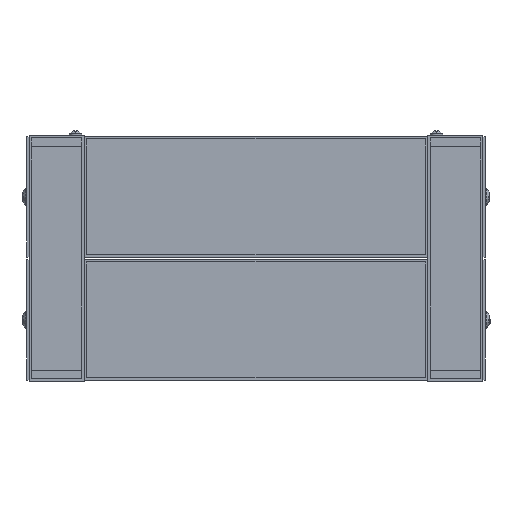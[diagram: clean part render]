
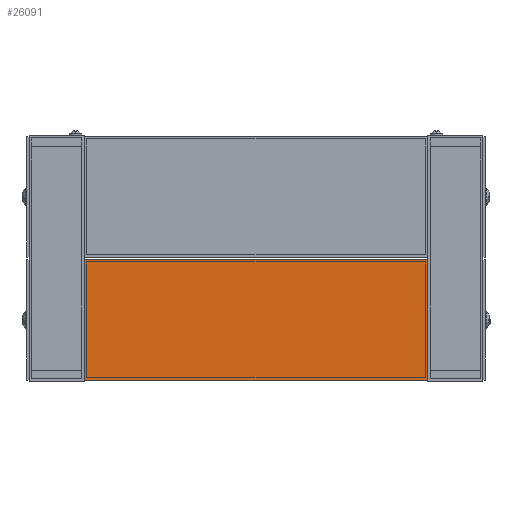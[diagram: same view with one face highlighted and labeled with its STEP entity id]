
A CAD part, left-side view. The second image highlights one B-rep face of the part: STEP entity #26091.
In plain terms, the highlighted planar face has unit normal (-1, 0, 0).
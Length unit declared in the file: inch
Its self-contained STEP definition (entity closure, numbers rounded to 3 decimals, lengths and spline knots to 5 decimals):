
#1033 = VERTEX_POINT ( 'NONE', #81854 ) ;
#1440 = VECTOR ( 'NONE', #2098, 39.37008 ) ;
#2098 = DIRECTION ( 'NONE',  ( 0., 0., -1. ) ) ;
#11570 = CARTESIAN_POINT ( 'NONE',  ( -11.77165, 11.81102, 0. ) ) ;
#11731 = VECTOR ( 'NONE', #78659, 39.37008 ) ;
#12805 = LINE ( 'NONE', #57458, #64091 ) ;
#13046 = CARTESIAN_POINT ( 'NONE',  ( -11.77165, 17.30315, -1.92913 ) ) ;
#14136 = LINE ( 'NONE', #58812, #1440 ) ;
#15781 = PLANE ( 'NONE',  #64326 ) ;
#18376 = EDGE_CURVE ( 'NONE', #37464, #52474, #60037, .T. ) ;
#20011 = CARTESIAN_POINT ( 'NONE',  ( -11.77165, 6.3189, 1.92913 ) ) ;
#20241 = DIRECTION ( 'NONE',  ( 0., 1., 0. ) ) ;
#26091 = ADVANCED_FACE ( 'NONE', ( #72412 ), #15781, .F. ) ;
#27193 = EDGE_CURVE ( 'NONE', #53134, #37464, #40584, .T. ) ;
#34447 = CARTESIAN_POINT ( 'NONE',  ( -11.77165, 17.30315, 1.92913 ) ) ;
#36072 = EDGE_LOOP ( 'NONE', ( #78011, #53600, #65866, #69134 ) ) ;
#37464 = VERTEX_POINT ( 'NONE', #34447 ) ;
#39760 = DIRECTION ( 'NONE',  ( 0., 0., 1. ) ) ;
#40584 = LINE ( 'NONE', #71587, #56841 ) ;
#47100 = EDGE_CURVE ( 'NONE', #1033, #53134, #12805, .T. ) ;
#49280 = DIRECTION ( 'NONE',  ( 1., 0., 0. ) ) ;
#52474 = VERTEX_POINT ( 'NONE', #20011 ) ;
#53134 = VERTEX_POINT ( 'NONE', #13046 ) ;
#53600 = ORIENTED_EDGE ( 'NONE', *, *, #47100, .F. ) ;
#56841 = VECTOR ( 'NONE', #39760, 39.37008 ) ;
#57458 = CARTESIAN_POINT ( 'NONE',  ( -11.77165, 11.81102, -1.92913 ) ) ;
#58812 = CARTESIAN_POINT ( 'NONE',  ( -11.77165, 6.3189, 0. ) ) ;
#59242 = CARTESIAN_POINT ( 'NONE',  ( -11.77165, 11.81102, 1.92913 ) ) ;
#60037 = LINE ( 'NONE', #59242, #11731 ) ;
#64091 = VECTOR ( 'NONE', #20241, 39.37008 ) ;
#64326 = AXIS2_PLACEMENT_3D ( 'NONE', #11570, #49280, #67025 ) ;
#65866 = ORIENTED_EDGE ( 'NONE', *, *, #73380, .F. ) ;
#67025 = DIRECTION ( 'NONE',  ( 0., 0., 1. ) ) ;
#69134 = ORIENTED_EDGE ( 'NONE', *, *, #18376, .F. ) ;
#71587 = CARTESIAN_POINT ( 'NONE',  ( -11.77165, 17.30315, 0. ) ) ;
#72412 = FACE_OUTER_BOUND ( 'NONE', #36072, .T. ) ;
#73380 = EDGE_CURVE ( 'NONE', #52474, #1033, #14136, .T. ) ;
#78011 = ORIENTED_EDGE ( 'NONE', *, *, #27193, .F. ) ;
#78659 = DIRECTION ( 'NONE',  ( 0., -1., 0. ) ) ;
#81854 = CARTESIAN_POINT ( 'NONE',  ( -11.77165, 6.3189, -1.92913 ) ) ;
